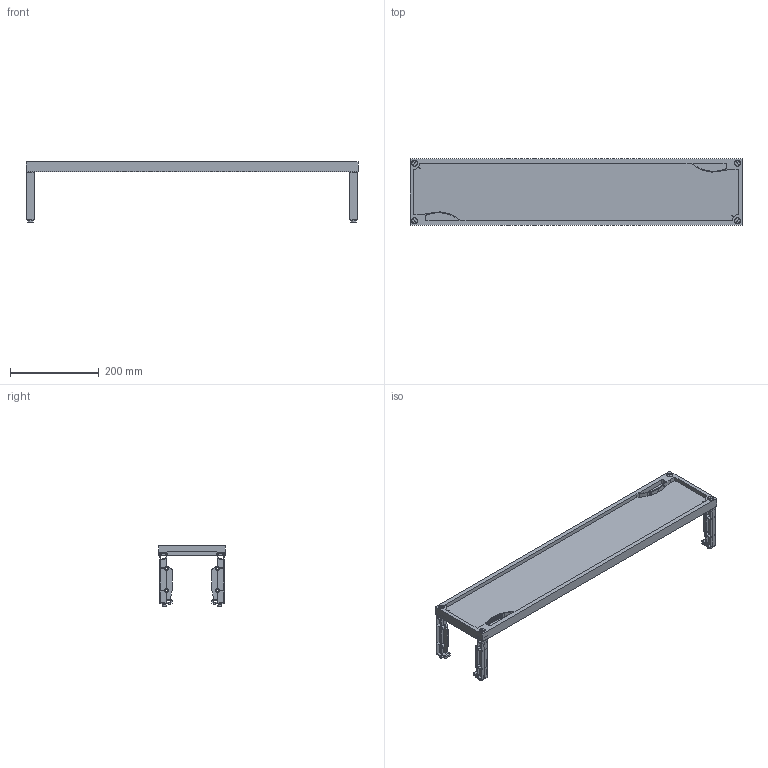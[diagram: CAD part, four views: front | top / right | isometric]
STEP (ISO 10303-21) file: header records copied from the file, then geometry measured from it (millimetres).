
FILE_DESCRIPTION(('STEP AP214'),'1');
FILE_NAME('cctmp_20CD9EB1-D8E0-44A8-8960-0A9EED703D5B_2023_07_22_15_04_55_0067..stp','2023-07-22T13:04:55',('SIEMENS A&D'),('CADClick - www.CADClick.com'),'Spatial InterOp 3D postprocessed',' ','unknown authorization');
FILE_SCHEMA(('AUTOMOTIVE_DESIGN'));
Length unit declared in the file: millimetre
Products named in the file (10): cc_unnamed; 2023_07_22_15_04_55_0025; 2023_07_22_15_04_55_0021; 2023_07_22_15_04_55_0017; 2023_07_22_15_04_55_0013; 2023_07_22_15_04_55_0009; 2023_07_22_15_04_55_0005; 2023_07_22_15_04_55_0001; 2023_07_22_15_04_54_0997; 2023_07_22_15_04_54_0993
Assembly tree (9 placements, depth 2):
  cc_unnamed
    2023_07_22_15_04_55_0025
    2023_07_22_15_04_55_0021
    2023_07_22_15_04_55_0017
    2023_07_22_15_04_55_0013
    2023_07_22_15_04_55_0009
    2023_07_22_15_04_55_0005
    2023_07_22_15_04_55_0001
    2023_07_22_15_04_54_0997
    2023_07_22_15_04_54_0993
Bounding box: 750 x 150 x 137.23 mm (x, y, z)
Volume: 888097 mm3; surface area: 369375.1 mm2
Topology: 9 solids, 9 shells, 876 faces, 2368 edges, 1560 vertices
Faces by surface type: plane 598, cylinder 254, torus 16, cone 8
Entity records: 30796 total; most frequent: CARTESIAN_POINT 5286, DIRECTION 4736, ORIENTED_EDGE 4736, EDGE_CURVE 2368, LINE 1660, VECTOR 1660, VERTEX_POINT 1560, AXIS2_PLACEMENT_3D 1538
